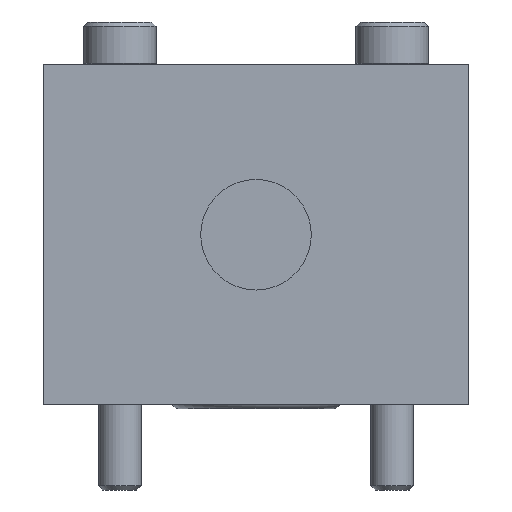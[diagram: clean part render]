
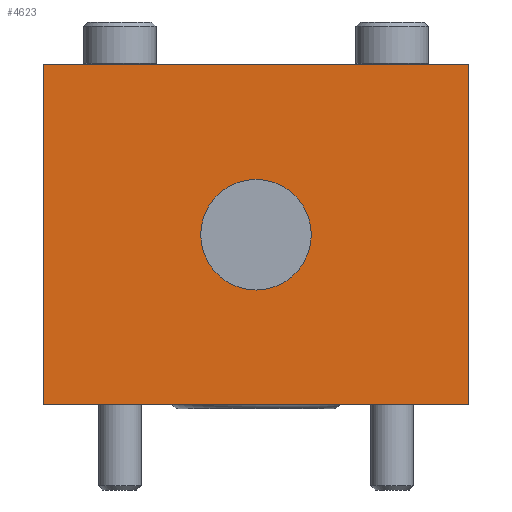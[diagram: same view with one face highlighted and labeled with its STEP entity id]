
A CAD part, front view. The second image highlights one B-rep face of the part: STEP entity #4623.
In plain terms, the highlighted planar face has unit normal (0, -1, 0).
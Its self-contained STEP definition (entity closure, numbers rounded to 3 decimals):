
#230=LINE('',#7148,#559);
#233=LINE('',#7161,#562);
#365=LINE('',#7515,#694);
#366=LINE('',#7527,#695);
#559=VECTOR('',#5639,1000.);
#562=VECTOR('',#5650,1000.);
#694=VECTOR('',#5954,1000.);
#695=VECTOR('',#5967,1000.);
#1201=ORIENTED_EDGE('',*,*,#2382,.F.);
#1202=ORIENTED_EDGE('',*,*,#2200,.F.);
#1203=ORIENTED_EDGE('',*,*,#2381,.F.);
#1204=ORIENTED_EDGE('',*,*,#2206,.F.);
#1205=ORIENTED_EDGE('',*,*,#2375,.F.);
#2200=EDGE_CURVE('',#2843,#2840,#230,.T.);
#2206=EDGE_CURVE('',#2849,#2850,#233,.T.);
#2375=EDGE_CURVE('',#2840,#2849,#365,.T.);
#2381=EDGE_CURVE('',#2850,#2843,#366,.T.);
#2382=EDGE_CURVE('',#2991,#2991,#3331,.F.);
#2840=VERTEX_POINT('',#7142);
#2843=VERTEX_POINT('',#7147);
#2849=VERTEX_POINT('',#7160);
#2850=VERTEX_POINT('',#7162);
#2991=VERTEX_POINT('',#7530);
#3331=CIRCLE('',#5112,6.5);
#3620=EDGE_LOOP('',(#1201));
#3621=EDGE_LOOP('',(#1202,#1203,#1204,#1205));
#4059=FACE_BOUND('',#3620,.T.);
#4060=FACE_BOUND('',#3621,.T.);
#4451=PLANE('',#5111);
#4623=ADVANCED_FACE('',(#4059,#4060),#4451,.F.);
#5111=AXIS2_PLACEMENT_3D('',#7528,#5968,#5969);
#5112=AXIS2_PLACEMENT_3D('',#7529,#5970,#5971);
#5639=DIRECTION('',(0.,0.,1.));
#5650=DIRECTION('',(0.,0.,-1.));
#5954=DIRECTION('',(1.,0.,0.));
#5967=DIRECTION('',(-1.,0.,0.));
#5968=DIRECTION('',(0.,1.,0.));
#5969=DIRECTION('',(0.,0.,1.));
#5970=DIRECTION('',(0.,1.,0.));
#5971=DIRECTION('',(0.,0.,1.));
#7142=CARTESIAN_POINT('',(-25.,-89.,20.));
#7147=CARTESIAN_POINT('',(-25.,-89.,-20.));
#7148=CARTESIAN_POINT('',(-25.,-89.,-20.));
#7160=CARTESIAN_POINT('',(25.,-89.,20.));
#7161=CARTESIAN_POINT('',(25.,-89.,20.));
#7162=CARTESIAN_POINT('',(25.,-89.,-20.));
#7515=CARTESIAN_POINT('',(-25.,-89.,20.));
#7527=CARTESIAN_POINT('',(25.,-89.,-20.));
#7528=CARTESIAN_POINT('',(0.,-89.,0.));
#7529=CARTESIAN_POINT('',(0.,-89.,0.));
#7530=CARTESIAN_POINT('',(0.,-89.,6.5));
